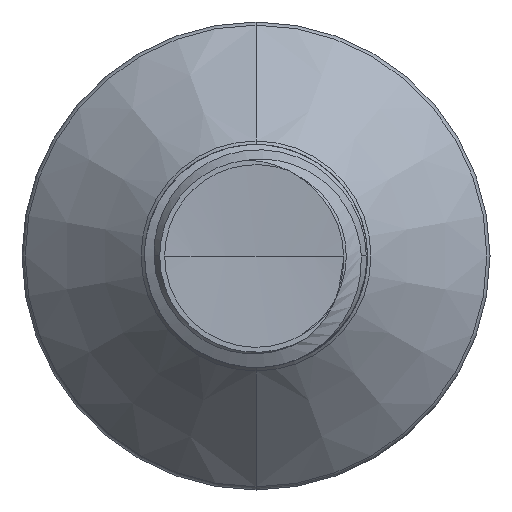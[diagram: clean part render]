
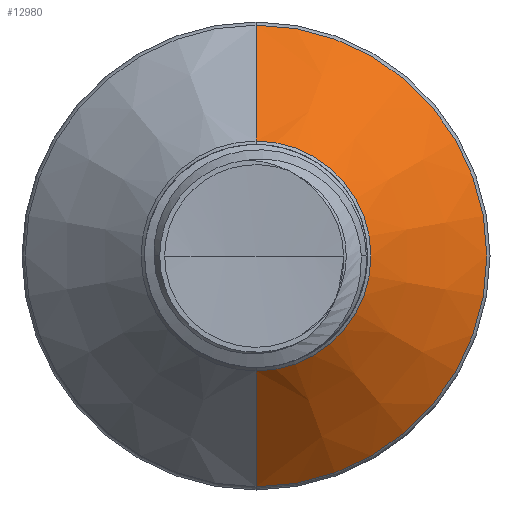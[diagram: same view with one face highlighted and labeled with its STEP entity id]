
A CAD part, front view. The second image highlights one B-rep face of the part: STEP entity #12980.
In plain terms, the highlighted conical face has half-angle 45 degrees and reference radius 2.064 mm.
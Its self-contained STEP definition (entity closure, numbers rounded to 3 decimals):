
#310 = CARTESIAN_POINT ( 'NONE',  ( 0., 6.786, -2.064 ) ) ;
#437 = CIRCLE ( 'NONE', #19483, 4.143 ) ;
#755 = VECTOR ( 'NONE', #23464, 1000. ) ;
#1060 = DIRECTION ( 'NONE',  ( 0., 0., 1. ) ) ;
#1621 = ORIENTED_EDGE ( 'NONE', *, *, #22901, .F. ) ;
#2180 = CARTESIAN_POINT ( 'NONE',  ( 0., 8.865, -4.143 ) ) ;
#4027 = CIRCLE ( 'NONE', #12462, 2.064 ) ;
#4775 = CONICAL_SURFACE ( 'NONE', #25054, 2.064, 0.785 ) ;
#4884 = ORIENTED_EDGE ( 'NONE', *, *, #7233, .T. ) ;
#5263 = CARTESIAN_POINT ( 'NONE',  ( 0., 6.786, -2.064 ) ) ;
#5297 = VERTEX_POINT ( 'NONE', #22687 ) ;
#5909 = VERTEX_POINT ( 'NONE', #2180 ) ;
#5967 = DIRECTION ( 'NONE',  ( 0., 1., 0. ) ) ;
#7233 = EDGE_CURVE ( 'NONE', #9131, #5909, #11746, .T. ) ;
#7427 = VERTEX_POINT ( 'NONE', #18494 ) ;
#9007 = CARTESIAN_POINT ( 'NONE',  ( 0., 6.786, 2.064 ) ) ;
#9131 = VERTEX_POINT ( 'NONE', #310 ) ;
#11746 = LINE ( 'NONE', #5263, #16873 ) ;
#12180 = ORIENTED_EDGE ( 'NONE', *, *, #20201, .F. ) ;
#12462 = AXIS2_PLACEMENT_3D ( 'NONE', #19017, #5967, #20943 ) ;
#12980 = ADVANCED_FACE ( 'NONE', ( #26641 ), #4775, .T. ) ;
#13491 = EDGE_CURVE ( 'NONE', #7427, #9131, #4027, .T. ) ;
#14186 = DIRECTION ( 'NONE',  ( 0., 0.707, -0.707 ) ) ;
#14497 = DIRECTION ( 'NONE',  ( 0., 1., 0. ) ) ;
#16873 = VECTOR ( 'NONE', #14186, 1000. ) ;
#17636 = EDGE_LOOP ( 'NONE', ( #17666, #4884, #12180, #1621 ) ) ;
#17666 = ORIENTED_EDGE ( 'NONE', *, *, #13491, .T. ) ;
#18471 = LINE ( 'NONE', #9007, #755 ) ;
#18494 = CARTESIAN_POINT ( 'NONE',  ( 0., 6.786, 2.064 ) ) ;
#19017 = CARTESIAN_POINT ( 'NONE',  ( 0., 6.786, 0. ) ) ;
#19483 = AXIS2_PLACEMENT_3D ( 'NONE', #26173, #14497, #1060 ) ;
#20201 = EDGE_CURVE ( 'NONE', #5297, #5909, #437, .T. ) ;
#20943 = DIRECTION ( 'NONE',  ( 0., 0., 1. ) ) ;
#22687 = CARTESIAN_POINT ( 'NONE',  ( 0., 8.865, 4.143 ) ) ;
#22901 = EDGE_CURVE ( 'NONE', #7427, #5297, #18471, .T. ) ;
#22931 = CARTESIAN_POINT ( 'NONE',  ( 0., 6.786, 0. ) ) ;
#23464 = DIRECTION ( 'NONE',  ( 0., 0.707, 0.707 ) ) ;
#24516 = DIRECTION ( 'NONE',  ( 0., 1., 0. ) ) ;
#25054 = AXIS2_PLACEMENT_3D ( 'NONE', #22931, #24516, #26538 ) ;
#26173 = CARTESIAN_POINT ( 'NONE',  ( 0., 8.865, 0. ) ) ;
#26538 = DIRECTION ( 'NONE',  ( 0., 0., 1. ) ) ;
#26641 = FACE_OUTER_BOUND ( 'NONE', #17636, .T. ) ;
